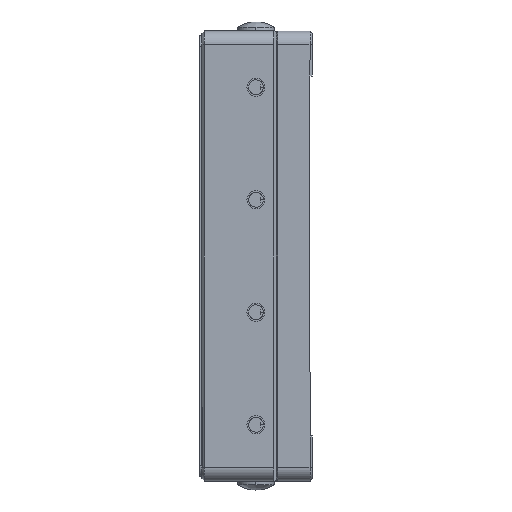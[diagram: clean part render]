
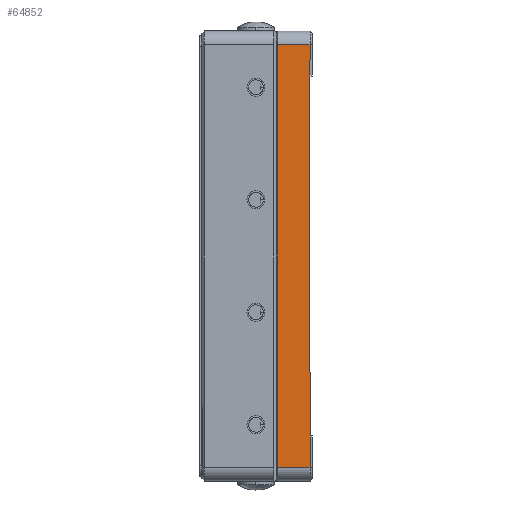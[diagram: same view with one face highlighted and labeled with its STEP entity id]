
A CAD part, left-side view. The second image highlights one B-rep face of the part: STEP entity #64852.
In plain terms, the highlighted planar face has unit normal (-1, 0, 0).
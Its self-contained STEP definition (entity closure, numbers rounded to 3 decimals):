
#569 = VECTOR ( 'NONE', #37909, 1000. ) ;
#3031 = PLANE ( 'NONE',  #14942 ) ;
#4369 = LINE ( 'NONE', #18836, #32122 ) ;
#6949 = VECTOR ( 'NONE', #55805, 1000. ) ;
#8448 = CARTESIAN_POINT ( 'NONE',  ( -50., -0.3, -48.88 ) ) ;
#8601 = DIRECTION ( 'NONE',  ( 0., 0., 1. ) ) ;
#13575 = LINE ( 'NONE', #54587, #569 ) ;
#14942 = AXIS2_PLACEMENT_3D ( 'NONE', #47029, #41742, #8601 ) ;
#16918 = ORIENTED_EDGE ( 'NONE', *, *, #66224, .F. ) ;
#17053 = LINE ( 'NONE', #25471, #61257 ) ;
#18836 = CARTESIAN_POINT ( 'NONE',  ( -50., -0.09, 47. ) ) ;
#19915 = VECTOR ( 'NONE', #25170, 1000. ) ;
#20504 = EDGE_CURVE ( 'NONE', #42460, #31503, #13575, .T. ) ;
#20638 = CARTESIAN_POINT ( 'NONE',  ( -50., -7.5, 40. ) ) ;
#20659 = EDGE_LOOP ( 'NONE', ( #56520, #49806, #69993, #16918, #38415, #32742 ) ) ;
#22705 = CARTESIAN_POINT ( 'NONE',  ( -50., -0.09, -47. ) ) ;
#23230 = VERTEX_POINT ( 'NONE', #58413 ) ;
#25170 = DIRECTION ( 'NONE',  ( 0., 0., -1. ) ) ;
#25471 = CARTESIAN_POINT ( 'NONE',  ( -50., -7.5, 52. ) ) ;
#26738 = VERTEX_POINT ( 'NONE', #20638 ) ;
#27433 = CARTESIAN_POINT ( 'NONE',  ( -50., -0.3, -47. ) ) ;
#31503 = VERTEX_POINT ( 'NONE', #68804 ) ;
#32122 = VECTOR ( 'NONE', #51955, 1000. ) ;
#32742 = ORIENTED_EDGE ( 'NONE', *, *, #44311, .T. ) ;
#37181 = DIRECTION ( 'NONE',  ( 0., 0., 1. ) ) ;
#37460 = CARTESIAN_POINT ( 'NONE',  ( -50., -7.5, -47. ) ) ;
#37909 = DIRECTION ( 'NONE',  ( 0., 0., 1. ) ) ;
#38083 = LINE ( 'NONE', #8448, #19915 ) ;
#38415 = ORIENTED_EDGE ( 'NONE', *, *, #47136, .T. ) ;
#41742 = DIRECTION ( 'NONE',  ( -1., 0., 0. ) ) ;
#42460 = VERTEX_POINT ( 'NONE', #37460 ) ;
#44311 = EDGE_CURVE ( 'NONE', #71381, #23230, #4369, .T. ) ;
#46263 = VECTOR ( 'NONE', #37181, 1000. ) ;
#47029 = CARTESIAN_POINT ( 'NONE',  ( -50., -0.09, -48.88 ) ) ;
#47136 = EDGE_CURVE ( 'NONE', #26738, #71381, #64541, .T. ) ;
#47243 = CARTESIAN_POINT ( 'NONE',  ( -50., -7.5, 47. ) ) ;
#47489 = FACE_OUTER_BOUND ( 'NONE', #20659, .T. ) ;
#49332 = LINE ( 'NONE', #22705, #6949 ) ;
#49806 = ORIENTED_EDGE ( 'NONE', *, *, #51394, .T. ) ;
#51394 = EDGE_CURVE ( 'NONE', #63883, #42460, #49332, .T. ) ;
#51955 = DIRECTION ( 'NONE',  ( 0., 1., 0. ) ) ;
#54587 = CARTESIAN_POINT ( 'NONE',  ( -50., -7.5, -48.88 ) ) ;
#55805 = DIRECTION ( 'NONE',  ( 0., -1., 0. ) ) ;
#56520 = ORIENTED_EDGE ( 'NONE', *, *, #64188, .T. ) ;
#58413 = CARTESIAN_POINT ( 'NONE',  ( -50., -0.3, 47. ) ) ;
#58595 = DIRECTION ( 'NONE',  ( 0., 0., -1. ) ) ;
#61257 = VECTOR ( 'NONE', #58595, 1000. ) ;
#63883 = VERTEX_POINT ( 'NONE', #27433 ) ;
#64188 = EDGE_CURVE ( 'NONE', #23230, #63883, #38083, .T. ) ;
#64541 = LINE ( 'NONE', #70376, #46263 ) ;
#64852 = ADVANCED_FACE ( 'NONE', ( #47489 ), #3031, .T. ) ;
#66224 = EDGE_CURVE ( 'NONE', #26738, #31503, #17053, .T. ) ;
#68804 = CARTESIAN_POINT ( 'NONE',  ( -50., -7.5, -40. ) ) ;
#69993 = ORIENTED_EDGE ( 'NONE', *, *, #20504, .T. ) ;
#70376 = CARTESIAN_POINT ( 'NONE',  ( -50., -7.5, -48.88 ) ) ;
#71381 = VERTEX_POINT ( 'NONE', #47243 ) ;
